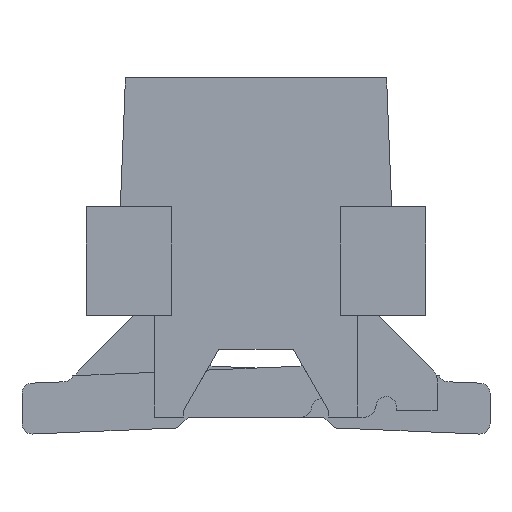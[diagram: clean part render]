
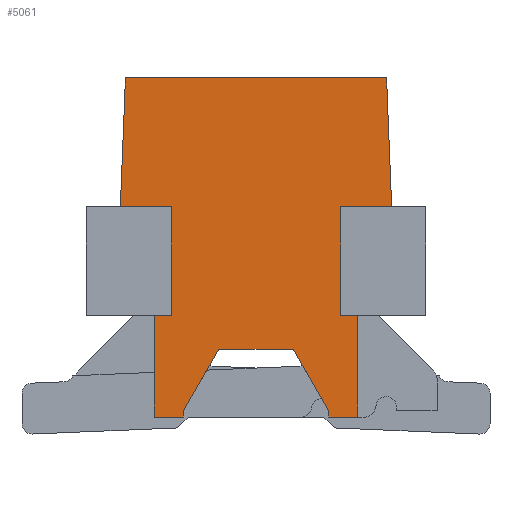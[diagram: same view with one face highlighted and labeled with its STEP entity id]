
A CAD part, left-side view. The second image highlights one B-rep face of the part: STEP entity #5061.
In plain terms, the highlighted planar face has unit normal (-1, 0, 0).
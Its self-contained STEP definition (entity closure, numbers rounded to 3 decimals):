
#120=DIRECTION('',(0.,1.,0.));
#121=VECTOR('',#120,0.75);
#122=CARTESIAN_POINT('',(-2.805,-2.,-1.9));
#123=LINE('',#122,#121);
#168=DIRECTION('',(0.,1.,0.));
#169=VECTOR('',#168,0.75);
#170=CARTESIAN_POINT('',(-2.805,1.25,-1.9));
#171=LINE('',#170,#169);
#311=DIRECTION('',(0.,1.,0.));
#312=VECTOR('',#311,0.25);
#313=CARTESIAN_POINT('',(-2.805,1.25,-3.5));
#314=LINE('',#313,#312);
#327=DIRECTION('',(0.,1.,0.));
#328=VECTOR('',#327,0.25);
#329=CARTESIAN_POINT('',(-2.805,-1.5,-3.5));
#330=LINE('',#329,#328);
#1461=DIRECTION('',(0.,0.,-1.));
#1462=VECTOR('',#1461,1.6);
#1463=CARTESIAN_POINT('',(-2.805,-1.25,-1.9));
#1464=LINE('',#1463,#1462);
#1465=DIRECTION('',(0.,0.,-1.));
#1466=VECTOR('',#1465,1.5);
#1467=CARTESIAN_POINT('',(-2.805,-1.5,-3.5));
#1468=LINE('',#1467,#1466);
#1469=DIRECTION('',(0.,1.,0.));
#1470=VECTOR('',#1469,0.43);
#1471=CARTESIAN_POINT('',(-2.805,-1.5,-5.));
#1472=LINE('',#1471,#1470);
#1473=DIRECTION('',(0.,0.,1.));
#1474=VECTOR('',#1473,0.1);
#1475=CARTESIAN_POINT('',(-2.805,-1.07,-5.));
#1476=LINE('',#1475,#1474);
#1477=DIRECTION('',(0.,0.5,0.866));
#1478=VECTOR('',#1477,1.039);
#1479=CARTESIAN_POINT('',(-2.805,-1.07,-4.9));
#1480=LINE('',#1479,#1478);
#1481=DIRECTION('',(0.,1.,0.));
#1482=VECTOR('',#1481,1.1);
#1483=CARTESIAN_POINT('',(-2.805,-0.55,-4.));
#1484=LINE('',#1483,#1482);
#1485=DIRECTION('',(0.,0.5,-0.866));
#1486=VECTOR('',#1485,1.039);
#1487=CARTESIAN_POINT('',(-2.805,0.55,-4.));
#1488=LINE('',#1487,#1486);
#1489=DIRECTION('',(0.,0.,-1.));
#1490=VECTOR('',#1489,0.1);
#1491=CARTESIAN_POINT('',(-2.805,1.07,-4.9));
#1492=LINE('',#1491,#1490);
#1493=DIRECTION('',(0.,1.,0.));
#1494=VECTOR('',#1493,0.43);
#1495=CARTESIAN_POINT('',(-2.805,1.07,-5.));
#1496=LINE('',#1495,#1494);
#1497=DIRECTION('',(0.,0.,1.));
#1498=VECTOR('',#1497,1.5);
#1499=CARTESIAN_POINT('',(-2.805,1.5,-5.));
#1500=LINE('',#1499,#1498);
#1501=DIRECTION('',(0.,-0.039,0.999));
#1502=VECTOR('',#1501,1.901);
#1503=CARTESIAN_POINT('',(-2.805,2.,-1.9));
#1504=LINE('',#1503,#1502);
#1505=DIRECTION('',(0.,-1.,0.));
#1506=VECTOR('',#1505,3.85);
#1507=CARTESIAN_POINT('',(-2.805,1.925,0.));
#1508=LINE('',#1507,#1506);
#1509=DIRECTION('',(0.,-0.039,-0.999));
#1510=VECTOR('',#1509,1.901);
#1511=CARTESIAN_POINT('',(-2.805,-1.925,0.));
#1512=LINE('',#1511,#1510);
#1517=DIRECTION('',(0.,0.,-1.));
#1518=VECTOR('',#1517,1.6);
#1519=CARTESIAN_POINT('',(-2.805,1.25,-1.9));
#1520=LINE('',#1519,#1518);
#2640=CARTESIAN_POINT('',(-2.805,1.925,0.));
#2641=CARTESIAN_POINT('',(-2.805,-1.925,0.));
#2642=VERTEX_POINT('',#2640);
#2643=VERTEX_POINT('',#2641);
#2644=CARTESIAN_POINT('',(-2.805,-1.5,-5.));
#2645=CARTESIAN_POINT('',(-2.805,-1.07,-5.));
#2646=VERTEX_POINT('',#2644);
#2647=VERTEX_POINT('',#2645);
#2648=CARTESIAN_POINT('',(-2.805,-1.07,-4.9));
#2649=CARTESIAN_POINT('',(-2.805,-0.55,-4.));
#2650=VERTEX_POINT('',#2648);
#2651=VERTEX_POINT('',#2649);
#2652=CARTESIAN_POINT('',(-2.805,0.55,-4.));
#2653=VERTEX_POINT('',#2652);
#2654=CARTESIAN_POINT('',(-2.805,1.07,-4.9));
#2655=VERTEX_POINT('',#2654);
#2656=CARTESIAN_POINT('',(-2.805,1.07,-5.));
#2657=CARTESIAN_POINT('',(-2.805,1.5,-5.));
#2658=VERTEX_POINT('',#2656);
#2659=VERTEX_POINT('',#2657);
#2664=CARTESIAN_POINT('',(-2.805,-2.,-1.9));
#2665=VERTEX_POINT('',#2664);
#2666=CARTESIAN_POINT('',(-2.805,2.,-1.9));
#2667=VERTEX_POINT('',#2666);
#2668=CARTESIAN_POINT('',(-2.805,-1.5,-3.5));
#2669=VERTEX_POINT('',#2668);
#2670=CARTESIAN_POINT('',(-2.805,1.5,-3.5));
#2671=VERTEX_POINT('',#2670);
#2675=CARTESIAN_POINT('',(-2.805,-1.25,-1.9));
#2677=VERTEX_POINT('',#2675);
#2679=CARTESIAN_POINT('',(-2.805,1.25,-1.9));
#2681=VERTEX_POINT('',#2679);
#2683=CARTESIAN_POINT('',(-2.805,-1.25,-3.5));
#2685=VERTEX_POINT('',#2683);
#2687=CARTESIAN_POINT('',(-2.805,1.25,-3.5));
#2689=VERTEX_POINT('',#2687);
#5032=CARTESIAN_POINT('',(-2.805,0.,0.));
#5033=DIRECTION('',(1.,0.,0.));
#5034=DIRECTION('',(0.,1.,0.));
#5035=AXIS2_PLACEMENT_3D('',#5032,#5033,#5034);
#5036=PLANE('',#5035);
#5037=ORIENTED_EDGE('',*,*,#3485,.T.);
#5038=ORIENTED_EDGE('',*,*,#3710,.T.);
#5039=ORIENTED_EDGE('',*,*,#3762,.F.);
#5040=ORIENTED_EDGE('',*,*,#4403,.T.);
#5041=ORIENTED_EDGE('',*,*,#4989,.T.);
#5042=ORIENTED_EDGE('',*,*,#5013,.T.);
#5043=ORIENTED_EDGE('',*,*,#4581,.T.);
#5045=ORIENTED_EDGE('',*,*,#5044,.T.);
#5046=ORIENTED_EDGE('',*,*,#3884,.T.);
#5047=ORIENTED_EDGE('',*,*,#4471,.T.);
#5048=ORIENTED_EDGE('',*,*,#4275,.T.);
#5049=ORIENTED_EDGE('',*,*,#4041,.T.);
#5050=ORIENTED_EDGE('',*,*,#3742,.F.);
#5052=ORIENTED_EDGE('',*,*,#5051,.F.);
#5053=ORIENTED_EDGE('',*,*,#3533,.T.);
#5054=ORIENTED_EDGE('',*,*,#3584,.T.);
#5056=ORIENTED_EDGE('',*,*,#5055,.T.);
#5058=ORIENTED_EDGE('',*,*,#5057,.T.);
#5059=EDGE_LOOP('',(#5037,#5038,#5039,#5040,#5041,#5042,#5043,#5045,#5046,#5047,
#5048,#5049,#5050,#5052,#5053,#5054,#5056,#5058));
#5060=FACE_OUTER_BOUND('',#5059,.F.);
#5061=ADVANCED_FACE('',(#5060),#5036,.F.);
#3485=EDGE_CURVE('',#2665,#2677,#123,.T.);
#3533=EDGE_CURVE('',#2681,#2667,#171,.T.);
#3584=EDGE_CURVE('',#2667,#2642,#1504,.T.);
#3710=EDGE_CURVE('',#2677,#2685,#1464,.T.);
#3742=EDGE_CURVE('',#2689,#2671,#314,.T.);
#3762=EDGE_CURVE('',#2669,#2685,#330,.T.);
#3884=EDGE_CURVE('',#2653,#2655,#1488,.T.);
#4041=EDGE_CURVE('',#2659,#2671,#1500,.T.);
#4275=EDGE_CURVE('',#2658,#2659,#1496,.T.);
#4403=EDGE_CURVE('',#2669,#2646,#1468,.T.);
#4471=EDGE_CURVE('',#2655,#2658,#1492,.T.);
#4581=EDGE_CURVE('',#2650,#2651,#1480,.T.);
#4989=EDGE_CURVE('',#2646,#2647,#1472,.T.);
#5013=EDGE_CURVE('',#2647,#2650,#1476,.T.);
#5044=EDGE_CURVE('',#2651,#2653,#1484,.T.);
#5051=EDGE_CURVE('',#2681,#2689,#1520,.T.);
#5055=EDGE_CURVE('',#2642,#2643,#1508,.T.);
#5057=EDGE_CURVE('',#2643,#2665,#1512,.T.);
